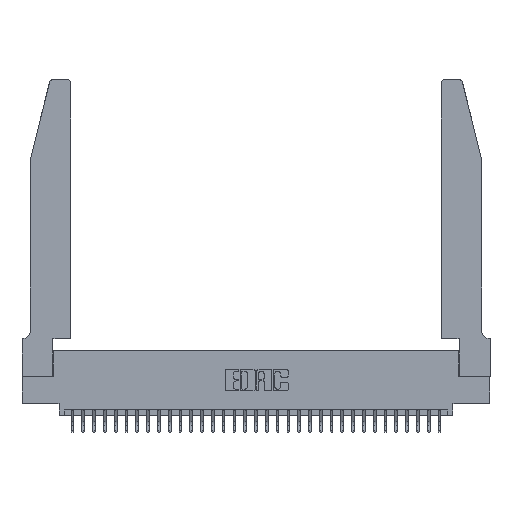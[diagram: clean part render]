
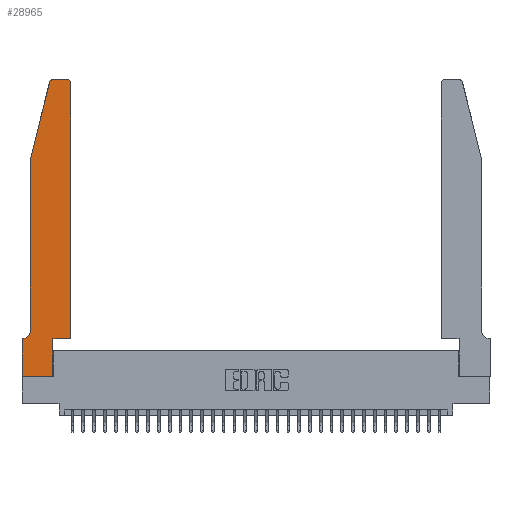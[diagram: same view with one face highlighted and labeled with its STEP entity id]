
A CAD part, top view. The second image highlights one B-rep face of the part: STEP entity #28965.
In plain terms, the highlighted planar face has unit normal (0, 0, 1).
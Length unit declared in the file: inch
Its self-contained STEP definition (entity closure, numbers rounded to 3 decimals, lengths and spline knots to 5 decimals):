
#125 = DIRECTION ( 'NONE',  ( -0.239, -0.971, 0. ) ) ;
#433 = CARTESIAN_POINT ( 'NONE',  ( 0.0755, 0.42, 0.37 ) ) ;
#1108 = EDGE_LOOP ( 'NONE', ( #12668, #17219, #5206, #14893, #8310, #22010, #2692, #2544, #29841, #33221, #14179, #26044 ) ) ;
#1402 = EDGE_CURVE ( 'NONE', #32568, #11632, #19553, .T. ) ;
#1419 = DIRECTION ( 'NONE',  ( 0., 0., 1. ) ) ;
#1422 = EDGE_CURVE ( 'NONE', #22584, #28885, #25613, .T. ) ;
#1465 = VECTOR ( 'NONE', #21126, 39.37008 ) ;
#1668 = DIRECTION ( 'NONE',  ( 0., 0., 1. ) ) ;
#2021 = CARTESIAN_POINT ( 'NONE',  ( 0.25487, 2.72718, 0.37 ) ) ;
#2281 = DIRECTION ( 'NONE',  ( -1., 0., 0. ) ) ;
#2384 = LINE ( 'NONE', #2752, #15383 ) ;
#2519 = CIRCLE ( 'NONE', #10453, 0.03 ) ;
#2544 = ORIENTED_EDGE ( 'NONE', *, *, #11517, .T. ) ;
#2556 = EDGE_CURVE ( 'NONE', #17078, #11623, #19056, .T. ) ;
#2692 = ORIENTED_EDGE ( 'NONE', *, *, #1422, .T. ) ;
#2723 = CIRCLE ( 'NONE', #20810, 0.07 ) ;
#2749 = VERTEX_POINT ( 'NONE', #26948 ) ;
#2752 = CARTESIAN_POINT ( 'NONE',  ( 0.0755, 2., 0.37 ) ) ;
#2881 = CARTESIAN_POINT ( 'NONE',  ( 0.4505, 0.35, 0.37 ) ) ;
#3196 = CARTESIAN_POINT ( 'NONE',  ( 0.2605, 2.75, 0.37 ) ) ;
#3280 = DIRECTION ( 'NONE',  ( 0., 0., 1. ) ) ;
#3652 = DIRECTION ( 'NONE',  ( 0., 0., -1. ) ) ;
#4339 = AXIS2_PLACEMENT_3D ( 'NONE', #32416, #1419, #19569 ) ;
#5058 = LINE ( 'NONE', #25149, #30967 ) ;
#5206 = ORIENTED_EDGE ( 'NONE', *, *, #22138, .T. ) ;
#5455 = EDGE_CURVE ( 'NONE', #17515, #22584, #24606, .T. ) ;
#5655 = CARTESIAN_POINT ( 'NONE',  ( 0.2865, 0.35, 0.37 ) ) ;
#5668 = VERTEX_POINT ( 'NONE', #31479 ) ;
#8189 = VERTEX_POINT ( 'NONE', #25534 ) ;
#8310 = ORIENTED_EDGE ( 'NONE', *, *, #15640, .T. ) ;
#8311 = CARTESIAN_POINT ( 'NONE',  ( 0.0755, 2., 0.37 ) ) ;
#8524 = CARTESIAN_POINT ( 'NONE',  ( 0.0055, 0.35, 0.37 ) ) ;
#9256 = EDGE_CURVE ( 'NONE', #11623, #32757, #5058, .T. ) ;
#10453 = AXIS2_PLACEMENT_3D ( 'NONE', #17200, #1668, #19828 ) ;
#11175 = AXIS2_PLACEMENT_3D ( 'NONE', #18798, #3280, #21432 ) ;
#11517 = EDGE_CURVE ( 'NONE', #28885, #17078, #28809, .T. ) ;
#11623 = VERTEX_POINT ( 'NONE', #5655 ) ;
#11632 = VERTEX_POINT ( 'NONE', #433 ) ;
#11861 = VECTOR ( 'NONE', #31738, 39.37008 ) ;
#11984 = CARTESIAN_POINT ( 'NONE',  ( 0.2865, 0., 0.37 ) ) ;
#12189 = VECTOR ( 'NONE', #23546, 39.37008 ) ;
#12668 = ORIENTED_EDGE ( 'NONE', *, *, #27237, .T. ) ;
#13159 = CARTESIAN_POINT ( 'NONE',  ( 0.2865, 0.35, 0.37 ) ) ;
#14179 = ORIENTED_EDGE ( 'NONE', *, *, #23336, .T. ) ;
#14280 = VECTOR ( 'NONE', #28639, 39.37008 ) ;
#14393 = PLANE ( 'NONE',  #4339 ) ;
#14867 = DIRECTION ( 'NONE',  ( 1., 0., 0. ) ) ;
#14893 = ORIENTED_EDGE ( 'NONE', *, *, #1402, .T. ) ;
#15383 = VECTOR ( 'NONE', #125, 39.37008 ) ;
#15640 = EDGE_CURVE ( 'NONE', #11632, #17515, #2723, .T. ) ;
#17052 = CARTESIAN_POINT ( 'NONE',  ( 0.4505, 0.35, 0.37 ) ) ;
#17078 = VERTEX_POINT ( 'NONE', #11984 ) ;
#17200 = CARTESIAN_POINT ( 'NONE',  ( 0.284, 2.72, 0.37 ) ) ;
#17219 = ORIENTED_EDGE ( 'NONE', *, *, #18378, .T. ) ;
#17515 = VERTEX_POINT ( 'NONE', #8524 ) ;
#17688 = VECTOR ( 'NONE', #2281, 39.37008 ) ;
#18378 = EDGE_CURVE ( 'NONE', #8189, #31108, #2519, .T. ) ;
#18726 = DIRECTION ( 'NONE',  ( 0., -1., 0. ) ) ;
#18798 = CARTESIAN_POINT ( 'NONE',  ( 0.4205, 2.72, 0.37 ) ) ;
#19056 = LINE ( 'NONE', #13159, #12189 ) ;
#19176 = CARTESIAN_POINT ( 'NONE',  ( 0.0055, 0.42, 0.37 ) ) ;
#19553 = LINE ( 'NONE', #8311, #32458 ) ;
#19569 = DIRECTION ( 'NONE',  ( 1., 0., 0. ) ) ;
#19828 = DIRECTION ( 'NONE',  ( 1., 0., 0. ) ) ;
#20810 = AXIS2_PLACEMENT_3D ( 'NONE', #19176, #3652, #21797 ) ;
#21126 = DIRECTION ( 'NONE',  ( 0., 1., 0. ) ) ;
#21265 = CARTESIAN_POINT ( 'NONE',  ( 0.0755, 2., 0.37 ) ) ;
#21318 = LINE ( 'NONE', #3196, #27388 ) ;
#21432 = DIRECTION ( 'NONE',  ( 1., 0., 0. ) ) ;
#21797 = DIRECTION ( 'NONE',  ( -1., 0., 0. ) ) ;
#22010 = ORIENTED_EDGE ( 'NONE', *, *, #5455, .T. ) ;
#22138 = EDGE_CURVE ( 'NONE', #31108, #32568, #2384, .T. ) ;
#22169 = LINE ( 'NONE', #2881, #1465 ) ;
#22584 = VERTEX_POINT ( 'NONE', #33481 ) ;
#23336 = EDGE_CURVE ( 'NONE', #32757, #2749, #22169, .T. ) ;
#23440 = CARTESIAN_POINT ( 'NONE',  ( 0., 0., 0.37 ) ) ;
#23546 = DIRECTION ( 'NONE',  ( 0., 1., 0. ) ) ;
#23926 = DIRECTION ( 'NONE',  ( -1., 0., 0. ) ) ;
#24606 = LINE ( 'NONE', #28103, #17688 ) ;
#25149 = CARTESIAN_POINT ( 'NONE',  ( 0.4505, 0.35, 0.37 ) ) ;
#25534 = CARTESIAN_POINT ( 'NONE',  ( 0.284, 2.75, 0.37 ) ) ;
#25613 = LINE ( 'NONE', #29152, #11861 ) ;
#26044 = ORIENTED_EDGE ( 'NONE', *, *, #31915, .T. ) ;
#26948 = CARTESIAN_POINT ( 'NONE',  ( 0.4505, 2.72, 0.37 ) ) ;
#27237 = EDGE_CURVE ( 'NONE', #5668, #8189, #21318, .T. ) ;
#27388 = VECTOR ( 'NONE', #23926, 39.37008 ) ;
#28103 = CARTESIAN_POINT ( 'NONE',  ( 0.0755, 0.35, 0.37 ) ) ;
#28639 = DIRECTION ( 'NONE',  ( 1., 0., 0. ) ) ;
#28809 = LINE ( 'NONE', #23440, #14280 ) ;
#28885 = VERTEX_POINT ( 'NONE', #29618 ) ;
#28965 = ADVANCED_FACE ( 'NONE', ( #31755 ), #14393, .T. ) ;
#29152 = CARTESIAN_POINT ( 'NONE',  ( 0., 0., 0.37 ) ) ;
#29618 = CARTESIAN_POINT ( 'NONE',  ( 0., 0., 0.37 ) ) ;
#29841 = ORIENTED_EDGE ( 'NONE', *, *, #2556, .T. ) ;
#30752 = CIRCLE ( 'NONE', #11175, 0.03 ) ;
#30967 = VECTOR ( 'NONE', #14867, 39.37008 ) ;
#31108 = VERTEX_POINT ( 'NONE', #2021 ) ;
#31479 = CARTESIAN_POINT ( 'NONE',  ( 0.4205, 2.75, 0.37 ) ) ;
#31738 = DIRECTION ( 'NONE',  ( 0., -1., 0. ) ) ;
#31755 = FACE_OUTER_BOUND ( 'NONE', #1108, .T. ) ;
#31915 = EDGE_CURVE ( 'NONE', #2749, #5668, #30752, .T. ) ;
#32416 = CARTESIAN_POINT ( 'NONE',  ( 0., 0.35, 0.37 ) ) ;
#32458 = VECTOR ( 'NONE', #18726, 39.37008 ) ;
#32568 = VERTEX_POINT ( 'NONE', #21265 ) ;
#32757 = VERTEX_POINT ( 'NONE', #17052 ) ;
#33221 = ORIENTED_EDGE ( 'NONE', *, *, #9256, .T. ) ;
#33481 = CARTESIAN_POINT ( 'NONE',  ( 0., 0.35, 0.37 ) ) ;
